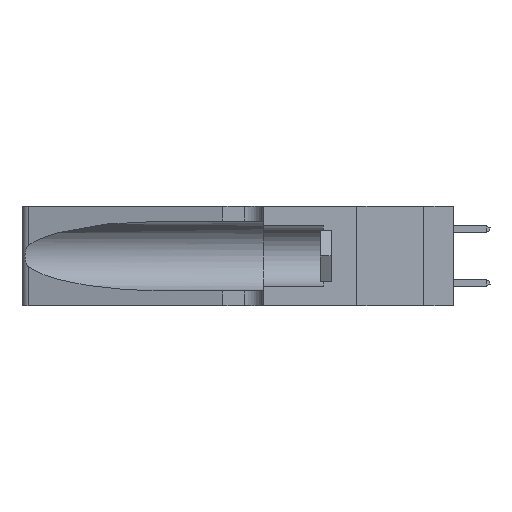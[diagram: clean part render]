
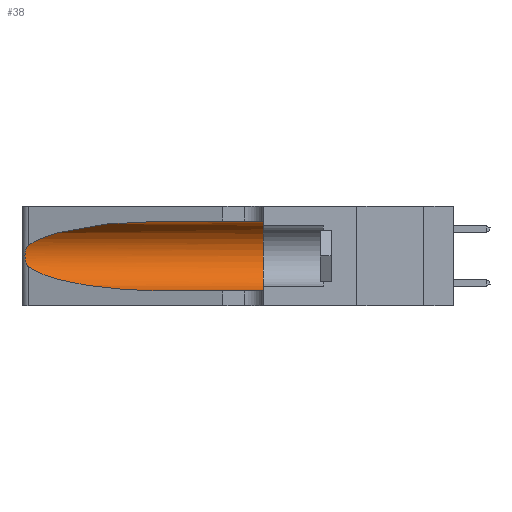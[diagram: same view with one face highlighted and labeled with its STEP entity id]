
A CAD part, left-side view. The second image highlights one B-rep face of the part: STEP entity #38.
In plain terms, the highlighted cylindrical face has radius 3.308 mm (diameter 6.617 mm), a partial arc.
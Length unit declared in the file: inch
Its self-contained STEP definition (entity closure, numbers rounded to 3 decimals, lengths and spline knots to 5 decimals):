
#17 = CARTESIAN_POINT ( 'NONE',  ( 0.25789, 1.23486, 0.15765 ) ) ;
#38 = ADVANCED_FACE ( 'NONE', ( #13746 ), #2385, .F. ) ;
#89 = CARTESIAN_POINT ( 'NONE',  ( 0.1305, 0.72297, 0.05475 ) ) ;
#1053 = VECTOR ( 'NONE', #4048, 39.37008 ) ;
#1324 = VERTEX_POINT ( 'NONE', #1466 ) ;
#1458 = CARTESIAN_POINT ( 'NONE',  ( 0.25555, 1.22993, 0.14849 ) ) ;
#1466 = CARTESIAN_POINT ( 'NONE',  ( 0.1305, 0.35, 0.31525 ) ) ;
#2385 = CYLINDRICAL_SURFACE ( 'NONE', #13457, 0.13025 ) ;
#2398 = VERTEX_POINT ( 'NONE', #4937 ) ;
#2679 = CARTESIAN_POINT ( 'NONE',  ( 0.18966, 0.96281, 0.31525 ) ) ;
#2851 = CARTESIAN_POINT ( 'NONE',  ( 0.25555, 1.22994, 0.2215 ) ) ;
#3036 = VECTOR ( 'NONE', #12290, 39.37008 ) ;
#3331 = EDGE_CURVE ( 'NONE', #10299, #2398, #6850, .T. ) ;
#3918 = EDGE_CURVE ( 'NONE', #1324, #5708, #13379, .T. ) ;
#3958 = DIRECTION ( 'NONE',  ( 0., 1., 0. ) ) ;
#4019 = ORIENTED_EDGE ( 'NONE', *, *, #7479, .T. ) ;
#4048 = DIRECTION ( 'NONE',  ( 0., -1., 0. ) ) ;
#4264 = CARTESIAN_POINT ( 'NONE',  ( 0.25787, 1.23484, 0.2124 ) ) ;
#4346 = EDGE_LOOP ( 'NONE', ( #8720, #8680, #4019, #8069, #7967, #9649 ) ) ;
#4937 = CARTESIAN_POINT ( 'NONE',  ( 0.25487, 1.22718, 0.22369 ) ) ;
#5195 = EDGE_CURVE ( 'NONE', #2398, #5777, #10629, .T. ) ;
#5300 = CARTESIAN_POINT ( 'NONE',  ( 0.1305, 0.35, 0.05475 ) ) ;
#5489 = CARTESIAN_POINT ( 'NONE',  ( 0.25487, 1.22718, 0.14631 ) ) ;
#5529 = CARTESIAN_POINT ( 'NONE',  ( 0.2373, 1.15595, 0.28018 ) ) ;
#5705 = CARTESIAN_POINT ( 'NONE',  ( 0.26018, 1.23835, 0.19895 ) ) ;
#5708 = VERTEX_POINT ( 'NONE', #5300 ) ;
#5777 = VERTEX_POINT ( 'NONE', #5489 ) ;
#6850 =( BOUNDED_CURVE ( )  B_SPLINE_CURVE ( 3, ( #12629, #2679, #5529, #15493 ),
 .UNSPECIFIED., .F., .F. ) 
 B_SPLINE_CURVE_WITH_KNOTS ( ( 4, 4 ),
 ( 1.5708, 2.84003 ),
 .UNSPECIFIED. ) 
 CURVE ( )  GEOMETRIC_REPRESENTATION_ITEM ( )  RATIONAL_B_SPLINE_CURVE ( ( 1., 0.87, 0.87, 1. ) ) 
 REPRESENTATION_ITEM ( '' )  );
#7143 = CARTESIAN_POINT ( 'NONE',  ( 0.26075, 1.23896, 0.178 ) ) ;
#7479 = EDGE_CURVE ( 'NONE', #5777, #8895, #9929, .T. ) ;
#7967 = ORIENTED_EDGE ( 'NONE', *, *, #3918, .F. ) ;
#8069 = ORIENTED_EDGE ( 'NONE', *, *, #10474, .T. ) ;
#8092 = EDGE_CURVE ( 'NONE', #10299, #1324, #16203, .T. ) ;
#8278 = CARTESIAN_POINT ( 'NONE',  ( 0.1305, 1.61858, 0.31525 ) ) ;
#8562 = CARTESIAN_POINT ( 'NONE',  ( 0.25856, 1.23593, 0.16098 ) ) ;
#8680 = ORIENTED_EDGE ( 'NONE', *, *, #5195, .T. ) ;
#8720 = ORIENTED_EDGE ( 'NONE', *, *, #3331, .T. ) ;
#8895 = VERTEX_POINT ( 'NONE', #89 ) ;
#9649 = ORIENTED_EDGE ( 'NONE', *, *, #8092, .F. ) ;
#9789 = CARTESIAN_POINT ( 'NONE',  ( 0.1305, 0.72297, 0.05475 ) ) ;
#9929 =( BOUNDED_CURVE ( )  B_SPLINE_CURVE ( 3, ( #16863, #15458, #18255, #9789 ),
 .UNSPECIFIED., .F., .F. ) 
 B_SPLINE_CURVE_WITH_KNOTS ( ( 4, 4 ),
 ( 3.44316, 4.71239 ),
 .UNSPECIFIED. ) 
 CURVE ( )  GEOMETRIC_REPRESENTATION_ITEM ( )  RATIONAL_B_SPLINE_CURVE ( ( 1., 0.87, 0.87, 1. ) ) 
 REPRESENTATION_ITEM ( '' )  );
#9995 = CARTESIAN_POINT ( 'NONE',  ( 0.25639, 1.23186, 0.15144 ) ) ;
#10164 = AXIS2_PLACEMENT_3D ( 'NONE', #12486, #3958, #13918 ) ;
#10299 = VERTEX_POINT ( 'NONE', #14790 ) ;
#10474 = EDGE_CURVE ( 'NONE', #8895, #5708, #10602, .T. ) ;
#10602 = LINE ( 'NONE', #13716, #3036 ) ;
#10629 = B_SPLINE_CURVE_WITH_KNOTS ( 'NONE', 3,
 ( #11359, #2851, #12798, #4264, #14231, #5705, #15658, #7143, #17052, #8562, #17, #9995, #1458, #11423 ),
 .UNSPECIFIED., .F., .F.,
 ( 4, 2, 2, 2, 2, 2, 4 ),
 ( 0., 0.00027, 0.00053, 0.00107, 0.0016, 0.00187, 0.00214 ),
 .UNSPECIFIED. ) ;
#11359 = CARTESIAN_POINT ( 'NONE',  ( 0.25487, 1.22718, 0.22369 ) ) ;
#11423 = CARTESIAN_POINT ( 'NONE',  ( 0.25487, 1.22718, 0.14631 ) ) ;
#12290 = DIRECTION ( 'NONE',  ( 0., -1., 0. ) ) ;
#12486 = CARTESIAN_POINT ( 'NONE',  ( 0.1305, 0.35, 0.185 ) ) ;
#12629 = CARTESIAN_POINT ( 'NONE',  ( 0.1305, 0.72297, 0.31525 ) ) ;
#12798 = CARTESIAN_POINT ( 'NONE',  ( 0.25639, 1.23184, 0.21858 ) ) ;
#13379 = CIRCLE ( 'NONE', #10164, 0.13025 ) ;
#13457 = AXIS2_PLACEMENT_3D ( 'NONE', #17727, #17847, #17399 ) ;
#13716 = CARTESIAN_POINT ( 'NONE',  ( 0.1305, 1.61858, 0.05475 ) ) ;
#13746 = FACE_OUTER_BOUND ( 'NONE', #4346, .T. ) ;
#13918 = DIRECTION ( 'NONE',  ( 0., 0., 1. ) ) ;
#14231 = CARTESIAN_POINT ( 'NONE',  ( 0.25854, 1.2359, 0.20912 ) ) ;
#14790 = CARTESIAN_POINT ( 'NONE',  ( 0.1305, 0.72297, 0.31525 ) ) ;
#15458 = CARTESIAN_POINT ( 'NONE',  ( 0.2373, 1.15595, 0.08982 ) ) ;
#15493 = CARTESIAN_POINT ( 'NONE',  ( 0.25487, 1.22718, 0.22369 ) ) ;
#15658 = CARTESIAN_POINT ( 'NONE',  ( 0.26075, 1.23896, 0.19203 ) ) ;
#16203 = LINE ( 'NONE', #8278, #1053 ) ;
#16863 = CARTESIAN_POINT ( 'NONE',  ( 0.25487, 1.22718, 0.14631 ) ) ;
#17052 = CARTESIAN_POINT ( 'NONE',  ( 0.26017, 1.23833, 0.17102 ) ) ;
#17399 = DIRECTION ( 'NONE',  ( 0., 0., -1. ) ) ;
#17727 = CARTESIAN_POINT ( 'NONE',  ( 0.1305, 1.61858, 0.185 ) ) ;
#17847 = DIRECTION ( 'NONE',  ( 0., -1., 0. ) ) ;
#18255 = CARTESIAN_POINT ( 'NONE',  ( 0.18966, 0.96281, 0.05475 ) ) ;
